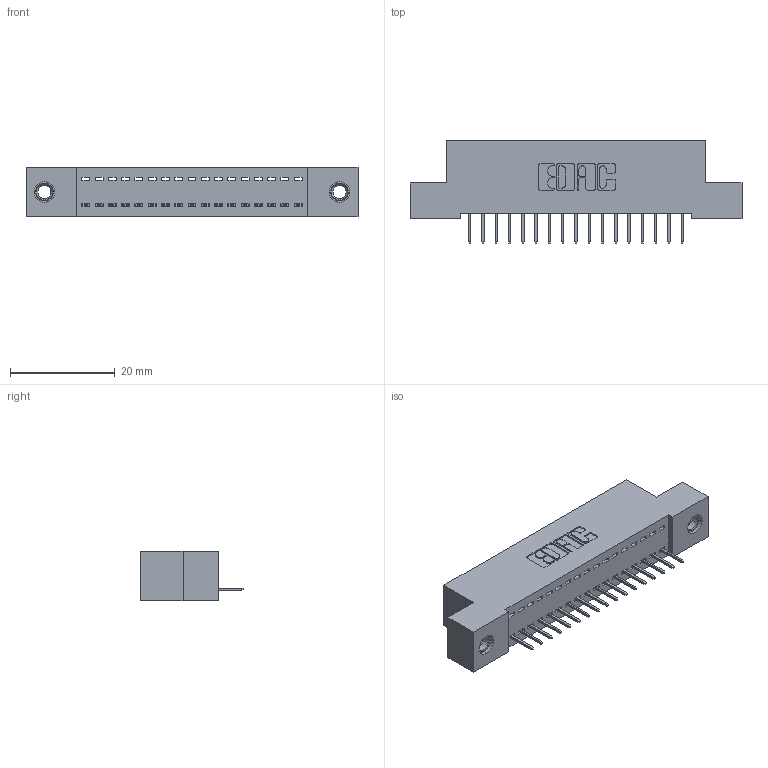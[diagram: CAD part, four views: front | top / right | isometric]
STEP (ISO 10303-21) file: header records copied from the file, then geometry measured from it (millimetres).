
FILE_DESCRIPTION (( 'STEP AP203' ), '1' );
FILE_NAME ('342-017-524-107.STEP', '2019-10-01T19:24:52', ( '' ), ( '' ), 'SwSTEP 2.0', 'SolidWorks 2016', '' );
FILE_SCHEMA (( 'CONFIG_CONTROL_DESIGN' ));
Length unit declared in the file: inch
Products named in the file (4): 345-250-001_345-250-005-103; 342-017-524-107; 342 Part_TI; 345-292-001_345-293-124
Assembly tree (20 placements, depth 2):
  342-017-524-107
    342 Part_TI
    345-292-001_345-293-124  x17
    345-250-001_345-250-005-103  x2
Bounding box: 63.5 x 19.69 x 9.4 mm (x, y, z)
Volume: 5395.8 mm3; surface area: 7280.3 mm2
Topology: 20 solids, 20 shells, 1224 faces, 3495 edges, 2254 vertices
Faces by surface type: plane 914, cylinder 294, cone 12, torus 4
Entity records: 14754 total; most frequent: CARTESIAN_POINT 2528, ORIENTED_EDGE 2474, DIRECTION 2217, EDGE_CURVE 1237, VECTOR 1093, LINE 1093, VERTEX_POINT 816, AXIS2_PLACEMENT_3D 562
